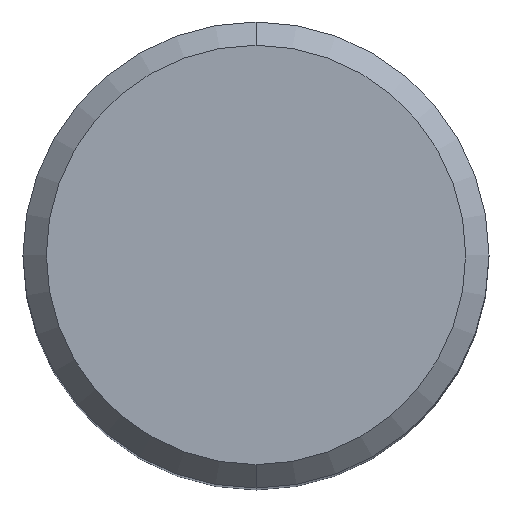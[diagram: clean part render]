
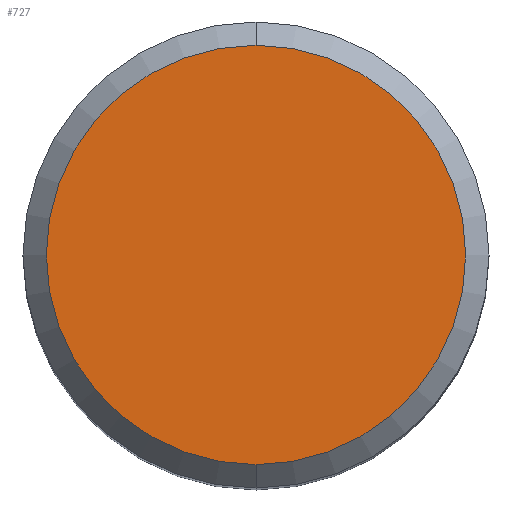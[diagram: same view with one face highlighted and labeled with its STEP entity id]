
A CAD part, top view. The second image highlights one B-rep face of the part: STEP entity #727.
In plain terms, the highlighted planar face has unit normal (0, 0, 1).
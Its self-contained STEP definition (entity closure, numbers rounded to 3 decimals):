
#365=VERTEX_POINT('',#882);
#687=EDGE_CURVE('',#365,#705,#1233,.T.);
#705=VERTEX_POINT('',#1252);
#727=ADVANCED_FACE('',(#1278),#1279,.T.);
#751=EDGE_CURVE('',#705,#365,#1303,.T.);
#882=CARTESIAN_POINT('',(0.,-9.0,0.0));
#1233=CIRCLE('',#5355,9.0);
#1252=CARTESIAN_POINT('',(0.0,9.0,0.0));
#1278=FACE_OUTER_BOUND('',#5481,.T.);
#1279=PLANE('',#5482);
#1303=CIRCLE('',#5614,9.0);
#5355=AXIS2_PLACEMENT_3D('',#6156,#6157,#6158);
#5481=EDGE_LOOP('',(#6215,#6216));
#5482=AXIS2_PLACEMENT_3D('',#6217,#6218,#6219);
#5614=AXIS2_PLACEMENT_3D('',#6223,#6224,#6225);
#6156=CARTESIAN_POINT('',(0.0,0.0,0.0));
#6157=DIRECTION('',(0.0,0.0,-1.0));
#6158=DIRECTION('',(0.0,1.0,0.0));
#6215=ORIENTED_EDGE('',*,*,#751,.F.);
#6216=ORIENTED_EDGE('',*,*,#687,.F.);
#6217=CARTESIAN_POINT('',(0.0,4.5,0.0));
#6218=DIRECTION('',(-0.0,0.0,1.0));
#6219=DIRECTION('',(0.0,-1.0,0.0));
#6223=CARTESIAN_POINT('',(0.0,0.0,0.0));
#6224=DIRECTION('',(0.0,0.0,-1.0));
#6225=DIRECTION('',(0.0,1.0,0.0));
